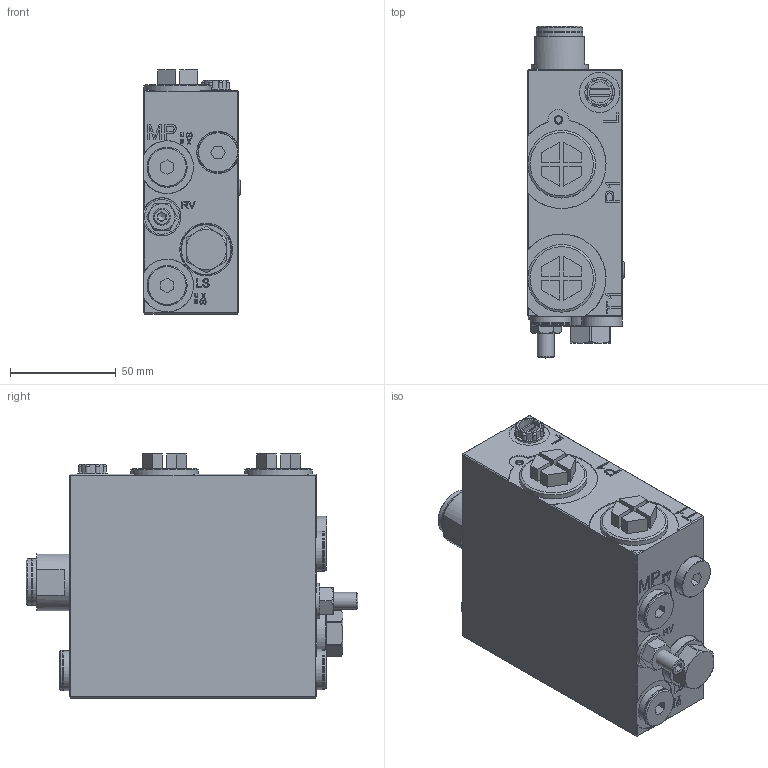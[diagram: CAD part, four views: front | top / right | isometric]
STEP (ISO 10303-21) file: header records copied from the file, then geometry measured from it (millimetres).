
FILE_DESCRIPTION(/* description */ ('Unknown'),/* implementation_level */ '2;1');
FILE_NAME(/* name */ 'AP-1010-302S_STEP',/* time_stamp */ '2022-01-05T10:54:01+01:00',/* author */ ('Unknown'),/* organization */ ('Unknown'),/* preprocessor_version */ 'ST-DEVELOPER v16.7',/* originating_system */ 'DEX',/* authorisation */ $);
FILE_SCHEMA (('AUTOMOTIVE_DESIGN {1 0 10303 214 3 1 1}'));
Length unit declared in the file: millimetre
Products named in the file (1): AP-1010-302S_-_000200270
Bounding box: 45.58 x 157.1 x 115.5 mm (x, y, z)
Volume: 632583.2 mm3; surface area: 91752 mm2
Topology: 36 solids, 37 shells, 1201 faces, 2499 edges, 1637 vertices
Faces by surface type: plane 695, cylinder 326, cone 101, bspline 53, torus 16, sphere 10
Full cylindrical faces by diameter (mm): 1 x4, 1.3 x1, 2 x6, 2.5 x1, 3 x15, 3.242 x1, 3.5 x2, 3.75 x60, 4 x78, 6 x3, 6.4 x1, 6.5 x1, 6.647 x6, 6.7 x1, 6.917 x1, 7.4 x2, 7.8 x1, 8 x1, 8.5 x2, 8.566 x1, 9.5 x6, 9.7 x1, 10 x10, 11 x4, 11.1 x1, 11.445 x3, 11.8 x1, 12 x3, 12.376 x1, 13 x3
Entity records: 36915 total; most frequent: CARTESIAN_POINT 10068, DIRECTION 4944, ORIENTED_EDGE 3932, AXIS2_PLACEMENT_3D 1987, EDGE_CURVE 1966, FACE_BOUND 1895, EDGE_LOOP 1883, VERTEX_POINT 1509
